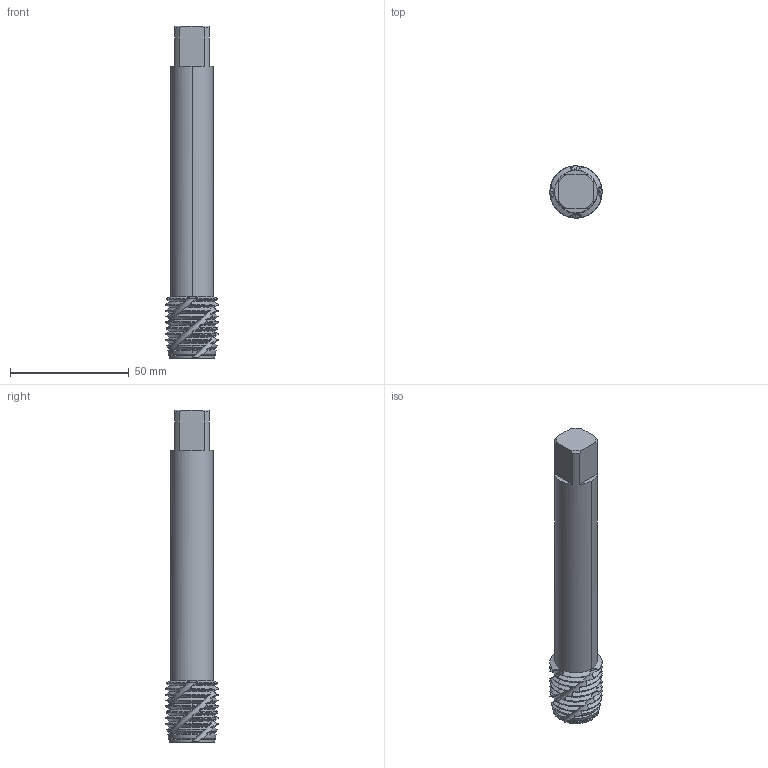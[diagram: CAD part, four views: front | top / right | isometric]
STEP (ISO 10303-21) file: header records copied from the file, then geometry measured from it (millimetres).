
FILE_DESCRIPTION(('no description'),'unknown implementation level');
FILE_NAME('solidxP7Djjp_BdnXU_MsayKr_5AA_RA_1.STP',' ',('CIM GmbH Aachen'),('CADClick - KiM GmbH - www.kimweb.de'),'unknown preprocess','ACIS','unknown authorization');
FILE_SCHEMA(('automotive_design'));
Length unit declared in the file: millimetre
Products named in the file (2): 1; 2
Bounding box: 22 x 22 x 140 mm (x, y, z)
Volume: 36199.4 mm3; surface area: 12564.3 mm2
Topology: 2 solids, 2 shells, 293 faces, 833 edges, 544 vertices
Faces by surface type: cone 148, cylinder 116, plane 17, bspline 8, revolution 4
Entity records: 25820 total; most frequent: CARTESIAN_POINT 9461, STYLED_ITEM 1672, PRESENTATION_STYLE_ASSIGNMENT 1672, COLOUR_RGB 1672, ORIENTED_EDGE 1666, DIRECTION 1315, EDGE_CURVE 833, CURVE_STYLE 833
